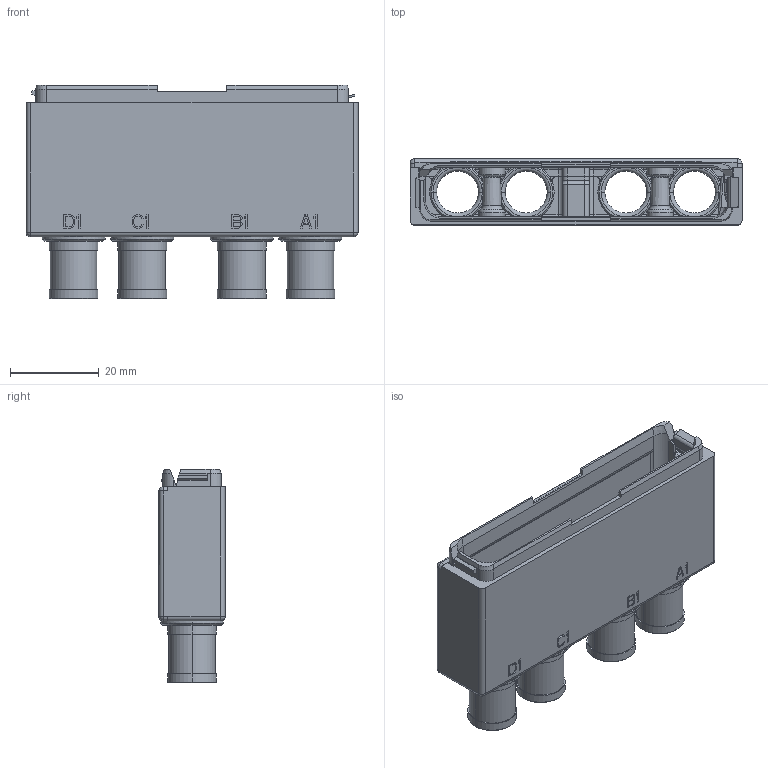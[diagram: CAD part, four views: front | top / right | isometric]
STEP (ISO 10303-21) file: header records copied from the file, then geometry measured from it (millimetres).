
FILE_DESCRIPTION((''),'2;1');
FILE_NAME('SIMAD68N','2019-11-28T',('presta_be4'),(''),'CREO PARAMETRIC BY PTC INC, 2018360','CREO PARAMETRIC BY PTC INC, 2018360','');
FILE_SCHEMA(('CONFIG_CONTROL_DESIGN'));
Products named in the file (1): SIMAD68N
Bounding box: 75 x 14.96 x 48.33 mm (x, y, z)
Volume: 11901.7 mm3; surface area: 20705.2 mm2
Topology: 1 solids, 1 shells, 2722 faces, 7533 edges, 4558 vertices
Faces by surface type: plane 967, cylinder 788, torus 362, cone 286, sphere 244, bspline 75
Entity records: 98809 total; most frequent: CARTESIAN_POINT 30159, DIRECTION 14945, ORIENTED_EDGE 14144, EDGE_CURVE 7072, AXIS2_PLACEMENT_3D 5612, VERTEX_POINT 4558, VECTOR 3721, LINE 3721
